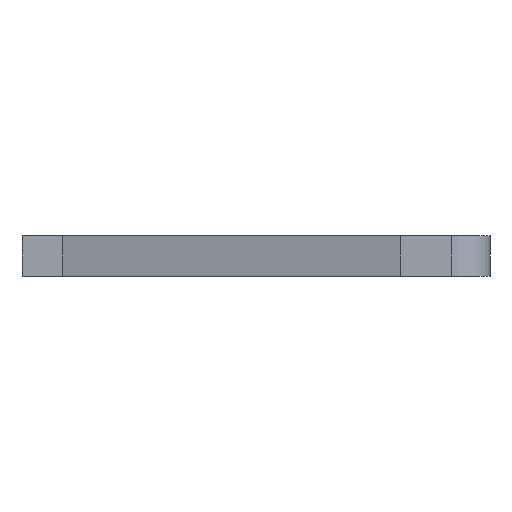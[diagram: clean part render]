
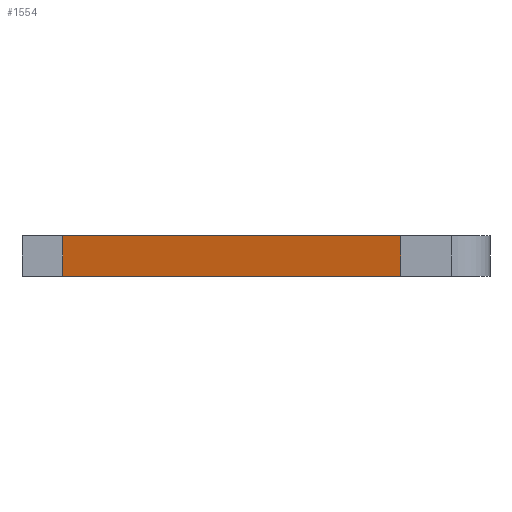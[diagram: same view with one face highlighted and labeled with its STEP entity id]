
A CAD part, left-side view. The second image highlights one B-rep face of the part: STEP entity #1554.
In plain terms, the highlighted planar face has unit normal (-0.971, 0.238, 0).
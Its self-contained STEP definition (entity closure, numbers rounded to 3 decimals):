
#54=PLANE('',#1714);
#120=FACE_OUTER_BOUND('',#211,.T.);
#211=EDGE_LOOP('',(#1253,#1254,#1255,#1256));
#283=LINE('',#2296,#431);
#349=LINE('',#2546,#497);
#350=LINE('',#2547,#498);
#351=LINE('',#2548,#499);
#431=VECTOR('',#1823,10.);
#497=VECTOR('',#2073,10.);
#498=VECTOR('',#2074,10.);
#499=VECTOR('',#2075,10.);
#661=VERTEX_POINT('',#2294);
#662=VERTEX_POINT('',#2295);
#753=VERTEX_POINT('',#2544);
#754=VERTEX_POINT('',#2545);
#819=EDGE_CURVE('',#661,#662,#283,.T.);
#945=EDGE_CURVE('',#753,#754,#349,.T.);
#946=EDGE_CURVE('',#662,#753,#350,.T.);
#947=EDGE_CURVE('',#754,#661,#351,.T.);
#1253=ORIENTED_EDGE('',*,*,#945,.F.);
#1254=ORIENTED_EDGE('',*,*,#946,.F.);
#1255=ORIENTED_EDGE('',*,*,#819,.F.);
#1256=ORIENTED_EDGE('',*,*,#947,.F.);
#1554=ADVANCED_FACE('',(#120),#54,.F.);
#1714=AXIS2_PLACEMENT_3D('',#2543,#2071,#2072);
#1823=DIRECTION('',(-0.238,-0.971,0.));
#2071=DIRECTION('center_axis',(0.971,-0.238,0.));
#2072=DIRECTION('ref_axis',(-0.238,-0.971,0.));
#2073=DIRECTION('',(0.238,0.971,0.));
#2074=DIRECTION('',(0.,0.,-1.));
#2075=DIRECTION('',(0.,0.,1.));
#2294=CARTESIAN_POINT('',(-8.,33.246,3.18));
#2295=CARTESIAN_POINT('',(-14.5,6.754,3.18));
#2296=CARTESIAN_POINT('',(-8.681,30.47,3.18));
#2543=CARTESIAN_POINT('Origin',(-8.,33.246,3.18));
#2544=CARTESIAN_POINT('',(-14.5,6.754,0.));
#2545=CARTESIAN_POINT('',(-8.,33.246,0.));
#2546=CARTESIAN_POINT('',(-8.681,30.47,0.));
#2547=CARTESIAN_POINT('',(-14.5,6.754,3.18));
#2548=CARTESIAN_POINT('',(-8.,33.246,3.18));
